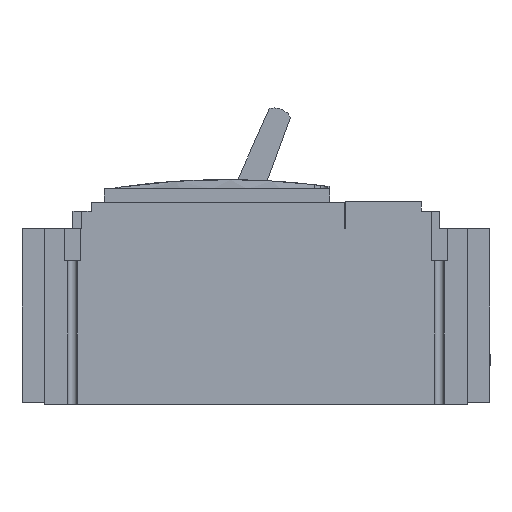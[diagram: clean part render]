
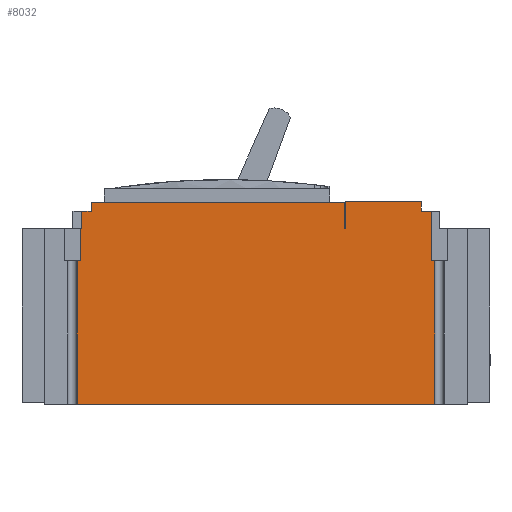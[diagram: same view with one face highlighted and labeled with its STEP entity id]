
A CAD part, left-side view. The second image highlights one B-rep face of the part: STEP entity #8032.
In plain terms, the highlighted planar face has unit normal (-1, 0, 0).
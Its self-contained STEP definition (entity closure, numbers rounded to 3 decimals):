
#2=DIRECTION('',(0.,-1.,0.));
#3=VECTOR('',#2,0.5);
#4=CARTESIAN_POINT('',(0.,223.,94.5));
#5=LINE('',#4,#3);
#6=DIRECTION('',(0.,-1.,0.));
#7=VECTOR('',#6,0.25);
#8=CARTESIAN_POINT('',(0.,79.25,94.5));
#9=LINE('',#8,#7);
#10=DIRECTION('',(0.,0.,1.));
#11=VECTOR('',#10,14.9);
#12=CARTESIAN_POINT('',(0.,79.,94.5));
#13=LINE('',#12,#11);
#14=DIRECTION('',(0.,-1.,0.));
#15=VECTOR('',#14,41.5);
#16=CARTESIAN_POINT('',(0.,79.,109.4));
#17=LINE('',#16,#15);
#18=DIRECTION('',(0.,0.,-1.));
#19=VECTOR('',#18,5.4);
#20=CARTESIAN_POINT('',(0.,37.5,109.4));
#21=LINE('',#20,#19);
#22=DIRECTION('',(0.,-1.,0.));
#23=VECTOR('',#22,5.5);
#24=CARTESIAN_POINT('',(0.,37.5,104.));
#25=LINE('',#24,#23);
#26=DIRECTION('',(0.,0.,-1.));
#27=VECTOR('',#26,27.);
#28=CARTESIAN_POINT('',(0.,32.,104.));
#29=LINE('',#28,#27);
#30=DIRECTION('',(0.,1.,0.));
#31=VECTOR('',#30,194.909);
#32=CARTESIAN_POINT('',(0.,30.046,-1.));
#33=LINE('',#32,#31);
#34=DIRECTION('',(0.,-1.,0.));
#35=VECTOR('',#34,1.954);
#36=CARTESIAN_POINT('',(0.,224.954,77.));
#37=LINE('',#36,#35);
#2141=DIRECTION('',(0.,0.,1.));
#2142=VECTOR('',#2141,78.);
#2143=CARTESIAN_POINT('',(0.,30.046,-1.));
#2144=LINE('',#2143,#2142);
#2159=DIRECTION('',(0.,1.,0.));
#2160=VECTOR('',#2159,1.954);
#2161=CARTESIAN_POINT('',(0.,30.046,
77.));
#2162=LINE('',#2161,#2160);
#2259=DIRECTION('',(0.,0.,1.));
#2260=VECTOR('',#2259,14.5);
#2261=CARTESIAN_POINT('',(0.,79.25,94.5));
#2262=LINE('',#2261,#2260);
#2271=DIRECTION('',(0.,1.,0.));
#2272=VECTOR('',#2271,138.);
#2273=CARTESIAN_POINT('',(0.,79.25,109.));
#2274=LINE('',#2273,#2272);
#2337=DIRECTION('',(0.,0.,-1.));
#2338=VECTOR('',#2337,5.);
#2339=CARTESIAN_POINT('',(0.,217.25,109.));
#2340=LINE('',#2339,#2338);
#2345=DIRECTION('',(0.,1.,0.));
#2346=VECTOR('',#2345,5.25);
#2347=CARTESIAN_POINT('',(0.,217.25,104.));
#2348=LINE('',#2347,#2346);
#2735=DIRECTION('',(0.,0.,-1.));
#2736=VECTOR('',#2735,9.5);
#2737=CARTESIAN_POINT('',(0.,222.5,104.));
#2738=LINE('',#2737,#2736);
#5831=DIRECTION('',(0.,0.,-1.));
#5832=VECTOR('',#5831,78.);
#5833=CARTESIAN_POINT('',(0.,224.954,
77.));
#5834=LINE('',#5833,#5832);
#5869=DIRECTION('',(0.,0.,-1.));
#5870=VECTOR('',#5869,17.5);
#5871=CARTESIAN_POINT('',(0.,223.,94.5));
#5872=LINE('',#5871,#5870);
#6053=CARTESIAN_POINT('',(0.,223.,94.5));
#6054=CARTESIAN_POINT('',(0.,222.5,94.5));
#6055=VERTEX_POINT('',#6053);
#6056=VERTEX_POINT('',#6054);
#6057=CARTESIAN_POINT('',(0.,222.5,104.));
#6058=VERTEX_POINT('',#6057);
#6059=CARTESIAN_POINT('',(0.,217.25,104.));
#6060=VERTEX_POINT('',#6059);
#6061=CARTESIAN_POINT('',(0.,217.25,109.));
#6062=VERTEX_POINT('',#6061);
#6063=CARTESIAN_POINT('',(0.,79.25,109.));
#6064=VERTEX_POINT('',#6063);
#6065=CARTESIAN_POINT('',(0.,79.25,94.5));
#6066=VERTEX_POINT('',#6065);
#6067=CARTESIAN_POINT('',(0.,79.,94.5));
#6068=VERTEX_POINT('',#6067);
#6069=CARTESIAN_POINT('',(0.,79.,109.4));
#6070=VERTEX_POINT('',#6069);
#6071=CARTESIAN_POINT('',(0.,37.5,109.4));
#6072=VERTEX_POINT('',#6071);
#6073=CARTESIAN_POINT('',(0.,37.5,104.));
#6074=VERTEX_POINT('',#6073);
#6075=CARTESIAN_POINT('',(0.,32.,104.));
#6076=VERTEX_POINT('',#6075);
#6077=CARTESIAN_POINT('',(0.,32.,77.));
#6078=VERTEX_POINT('',#6077);
#6079=CARTESIAN_POINT('',(0.,30.046,
77.));
#6080=VERTEX_POINT('',#6079);
#6081=CARTESIAN_POINT('',(0.,30.046,-1.));
#6082=VERTEX_POINT('',#6081);
#6083=CARTESIAN_POINT('',(0.,224.954,-1.));
#6084=VERTEX_POINT('',#6083);
#6085=CARTESIAN_POINT('',(0.,224.954,
77.));
#6086=VERTEX_POINT('',#6085);
#6087=CARTESIAN_POINT('',(0.,223.,77.));
#6088=VERTEX_POINT('',#6087);
#7989=CARTESIAN_POINT('',(0.,127.5,54.2));
#7990=DIRECTION('',(1.,0.,0.));
#7991=DIRECTION('',(0.,0.,-1.));
#7992=AXIS2_PLACEMENT_3D('',#7989,#7990,#7991);
#7993=PLANE('',#7992);
#7995=ORIENTED_EDGE('',*,*,#7994,.T.);
#7997=ORIENTED_EDGE('',*,*,#7996,.F.);
#7999=ORIENTED_EDGE('',*,*,#7998,.F.);
#8001=ORIENTED_EDGE('',*,*,#8000,.F.);
#8003=ORIENTED_EDGE('',*,*,#8002,.F.);
#8005=ORIENTED_EDGE('',*,*,#8004,.F.);
#8007=ORIENTED_EDGE('',*,*,#8006,.T.);
#8009=ORIENTED_EDGE('',*,*,#8008,.T.);
#8011=ORIENTED_EDGE('',*,*,#8010,.T.);
#8013=ORIENTED_EDGE('',*,*,#8012,.T.);
#8015=ORIENTED_EDGE('',*,*,#8014,.T.);
#8017=ORIENTED_EDGE('',*,*,#8016,.T.);
#8019=ORIENTED_EDGE('',*,*,#8018,.F.);
#8021=ORIENTED_EDGE('',*,*,#8020,.F.);
#8023=ORIENTED_EDGE('',*,*,#8022,.T.);
#8025=ORIENTED_EDGE('',*,*,#8024,.F.);
#8027=ORIENTED_EDGE('',*,*,#8026,.T.);
#8029=ORIENTED_EDGE('',*,*,#8028,.F.);
#8030=EDGE_LOOP('',(#7995,#7997,#7999,#8001,#8003,#8005,#8007,#8009,#8011,#8013,
#8015,#8017,#8019,#8021,#8023,#8025,#8027,#8029));
#8031=FACE_OUTER_BOUND('',#8030,.F.);
#7994=EDGE_CURVE('',#6055,#6056,#5,.T.);
#7996=EDGE_CURVE('',#6058,#6056,#2738,.T.);
#7998=EDGE_CURVE('',#6060,#6058,#2348,.T.);
#8000=EDGE_CURVE('',#6062,#6060,#2340,.T.);
#8002=EDGE_CURVE('',#6064,#6062,#2274,.T.);
#8004=EDGE_CURVE('',#6066,#6064,#2262,.T.);
#8006=EDGE_CURVE('',#6066,#6068,#9,.T.);
#8008=EDGE_CURVE('',#6068,#6070,#13,.T.);
#8010=EDGE_CURVE('',#6070,#6072,#17,.T.);
#8012=EDGE_CURVE('',#6072,#6074,#21,.T.);
#8014=EDGE_CURVE('',#6074,#6076,#25,.T.);
#8016=EDGE_CURVE('',#6076,#6078,#29,.T.);
#8018=EDGE_CURVE('',#6080,#6078,#2162,.T.);
#8020=EDGE_CURVE('',#6082,#6080,#2144,.T.);
#8022=EDGE_CURVE('',#6082,#6084,#33,.T.);
#8024=EDGE_CURVE('',#6086,#6084,#5834,.T.);
#8026=EDGE_CURVE('',#6086,#6088,#37,.T.);
#8028=EDGE_CURVE('',#6055,#6088,#5872,.T.);
#8032=ADVANCED_FACE('',(#8031),#7993,.F.);
